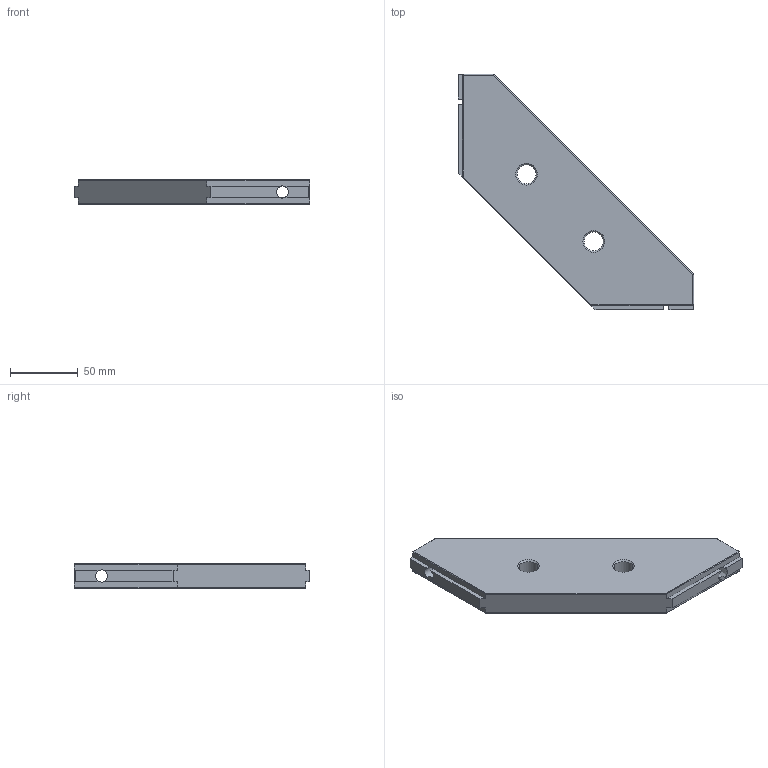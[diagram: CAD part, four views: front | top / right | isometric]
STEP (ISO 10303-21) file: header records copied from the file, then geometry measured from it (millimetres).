
FILE_DESCRIPTION((''),'2;1');
FILE_NAME('520245.ipt.stp','2010-09-05T12:22:45',(''),(''),'Autodesk Inventor 2010','Autodesk Inventor 2010','');
FILE_SCHEMA(('AUTOMOTIVE_DESIGN { 1 0 10303 214 1 1 1 1 }'));
Length unit declared in the file: millimetre
Products named in the file (1): 520245
Bounding box: 173.24 x 173.24 x 18 mm (x, y, z)
Volume: 233872 mm3; surface area: 41622.1 mm2
Topology: 1 solids, 1 shells, 56 faces, 142 edges, 84 vertices
Faces by surface type: cylinder 21, plane 17, bspline 10, cone 4, sphere 4
Full cylindrical faces by diameter (mm): 9 x1, 14 x1, 16 x1
Entity records: 1653 total; most frequent: CARTESIAN_POINT 337, DIRECTION 270, ORIENTED_EDGE 252, EDGE_CURVE 126, AXIS2_PLACEMENT_3D 97, VERTEX_POINT 82, VECTOR 76, LINE 76
